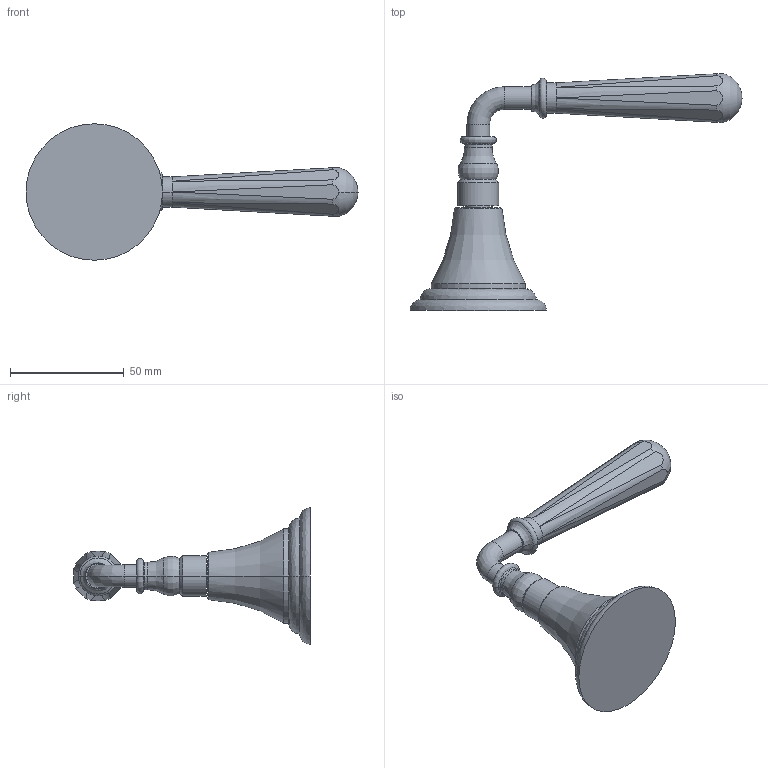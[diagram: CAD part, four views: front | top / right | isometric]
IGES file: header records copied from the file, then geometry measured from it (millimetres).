
Start section:  PTC IGES file: 3-289.igs
Global section: file name: 3-289.igs; native system: Creo Parametric by PTC Inc.; preprocessor: 2018400; author: jinson.thomas; organization: Unknown; date: 20210101.142650; units: inch
Bounding box: 145.73 x 104.02 x 59.94 mm (x, y, z)
Volume: 77155.5 mm3; surface area: 17239.1 mm2
Topology: 1 solids, 1 shells, 65 faces, 138 edges, 79 vertices
Faces by surface type: revolution 42, bspline 23
